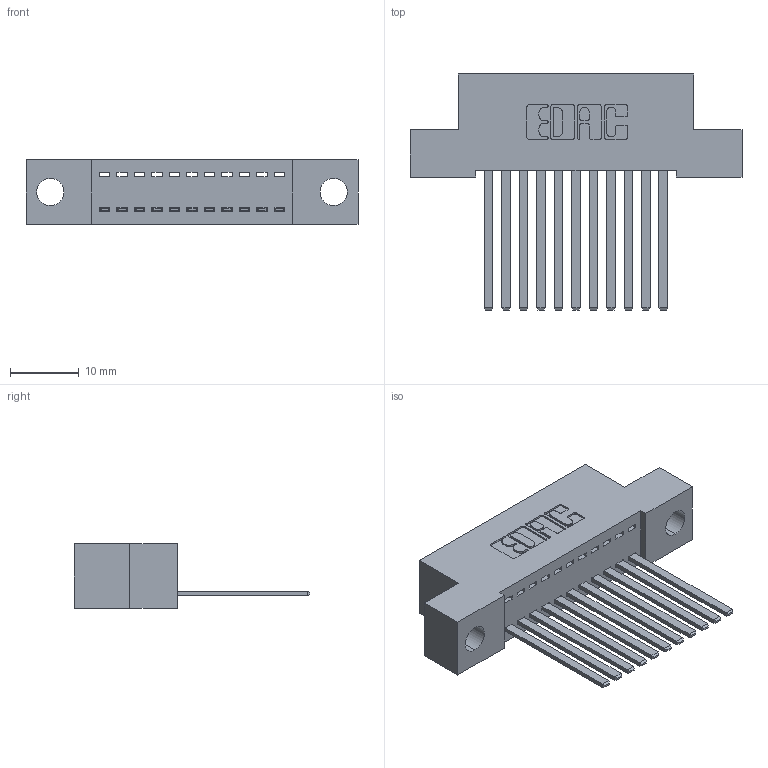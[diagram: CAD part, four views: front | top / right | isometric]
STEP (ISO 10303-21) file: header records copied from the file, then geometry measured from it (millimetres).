
FILE_DESCRIPTION (( 'STEP AP203' ), '1' );
FILE_NAME ('342-011-544-104.STEP', '2018-08-10T14:37:20', ( '' ), ( '' ), 'SwSTEP 2.0', 'SolidWorks 2016', '' );
FILE_SCHEMA (( 'CONFIG_CONTROL_DESIGN' ));
Length unit declared in the file: inch
Products named in the file (3): 345-292-001_345-293-144; 342-011-544-104; 342 Part_.156 TH
Assembly tree (12 placements, depth 2):
  342-011-544-104
    342 Part_.156 TH
    345-292-001_345-293-144  x11
Bounding box: 48.26 x 34.3 x 9.4 mm (x, y, z)
Volume: 4157.6 mm3; surface area: 5707.8 mm2
Topology: 12 solids, 12 shells, 682 faces, 2037 edges, 1342 vertices
Faces by surface type: plane 484, cylinder 198
Entity records: 10421 total; most frequent: CARTESIAN_POINT 1807, ORIENTED_EDGE 1754, DIRECTION 1583, EDGE_CURVE 877, LINE 753, VECTOR 753, VERTEX_POINT 582, AXIS2_PLACEMENT_3D 415
